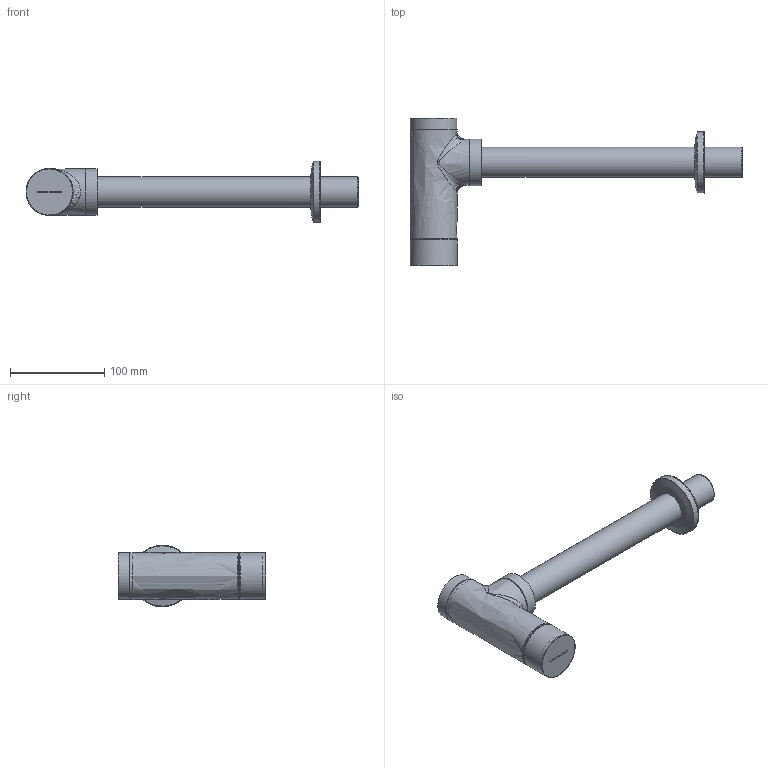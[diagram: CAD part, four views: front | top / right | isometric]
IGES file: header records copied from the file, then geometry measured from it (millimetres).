
Global section: file name: V193-A; native system: Autodesk Inventor 2020; preprocessor: unknown; author: pbiran; date: 20221031.134015; units: millimetre
Bounding box: 353 x 157 x 65.23 mm (x, y, z)
Volume: 115412.5 mm3; surface area: 165920.7 mm2
Topology: 9 solids, 9 shells, 135 faces, 351 edges, 255 vertices
Faces by surface type: bspline 135
